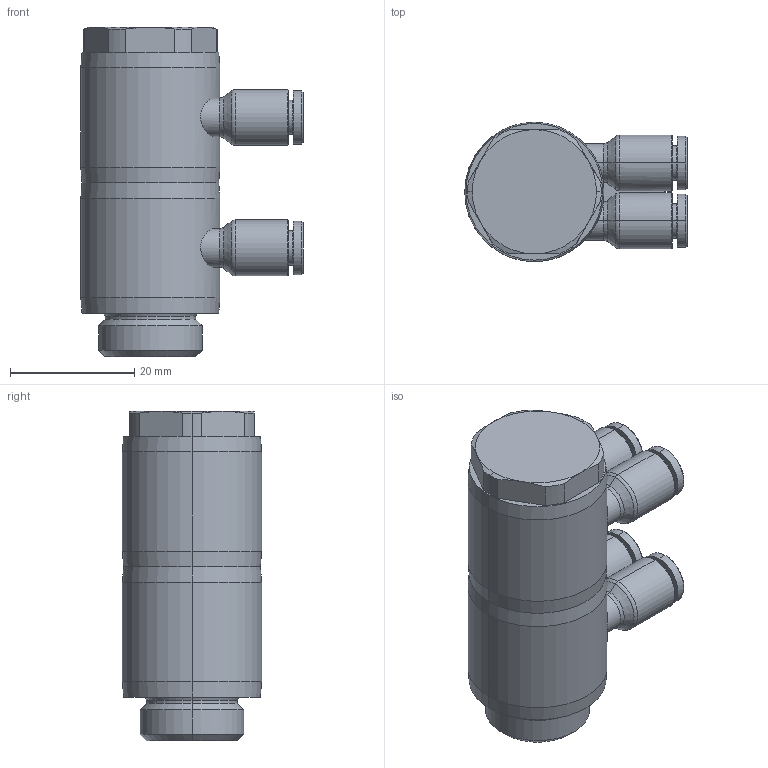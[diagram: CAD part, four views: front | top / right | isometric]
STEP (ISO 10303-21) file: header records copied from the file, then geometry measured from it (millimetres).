
FILE_DESCRIPTION((''),'2;1');
FILE_NAME('GPA_04G03(2)(3D).stp','2012-12-20T10:44:30',(''),(''),'Mechanical Desktop.R8.0.24.0','Mechanical Desktop.R8.0.24.0',', , ');
FILE_SCHEMA(('CONFIG_CONTROL_DESIGN'));
Length unit declared in the file: millimetre
Products named in the file (2): GPA_04G03(2)(3D); 睡ヶ1
Assembly tree (1 placements, depth 2):
  GPA_04G03(2)(3D)
    睡ヶ1
Bounding box: 35.8 x 22.4 x 53 mm (x, y, z)
Volume: 16756.4 mm3; surface area: 13518.7 mm2
Topology: 1 solids, 1 shells, 1646 faces, 4612 edges, 3039 vertices
Faces by surface type: plane 1338, bspline 116, cylinder 100, cone 80, torus 12
Entity records: 54265 total; most frequent: CARTESIAN_POINT 11855, ORIENTED_EDGE 9220, DIRECTION 8136, EDGE_CURVE 4610, VECTOR 4048, LINE 4048, VERTEX_POINT 3039, AXIS2_PLACEMENT_3D 2044
